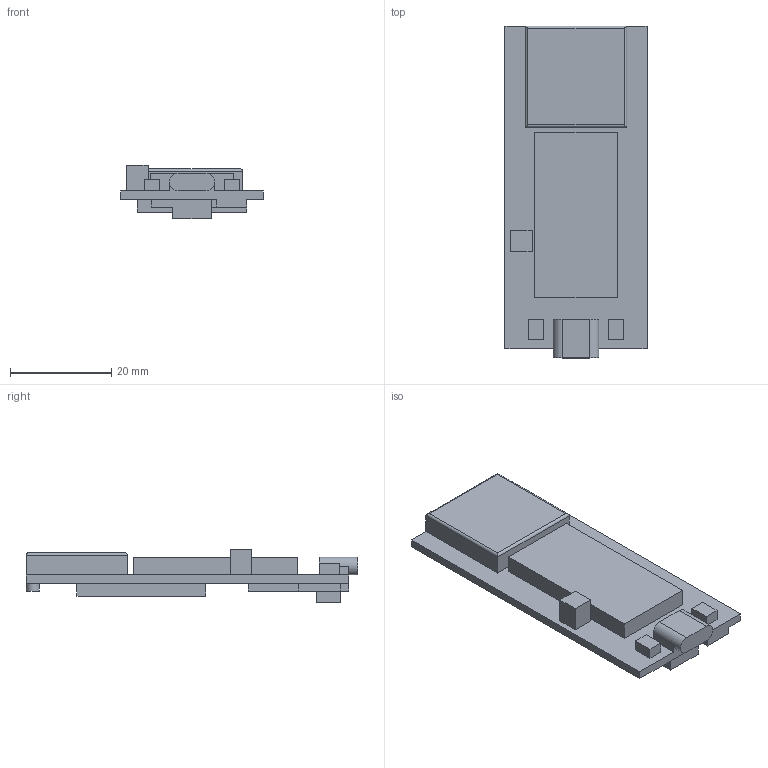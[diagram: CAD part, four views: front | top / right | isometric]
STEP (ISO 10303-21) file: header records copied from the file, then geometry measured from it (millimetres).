
FILE_DESCRIPTION(/* description */ (''),/* implementation_level */ '2;1');
FILE_NAME(/* name */ 'PCB-model-Heltec-WirelessTracker.step',/* time_stamp */ '2023-08-13T02:15:30-04:00',/* author */ (''),/* organization */ (''),/* preprocessor_version */ 'ST-DEVELOPER v19.2',/* originating_system */ 'Autodesk Translation Framework v12.6.0.85',/* authorisation */ '');
FILE_SCHEMA (('AUTOMOTIVE_DESIGN { 1 0 10303 214 3 1 1 }'));
Length unit declared in the file: millimetre
Products named in the file (1): HelTec_Wireless_Tracker_PCB
Bounding box: 28 x 65.44 x 10.6 mm (x, y, z)
Volume: 8693.9 mm3; surface area: 5421.4 mm2
Topology: 1 solids, 1 shells, 71 faces, 179 edges, 117 vertices
Faces by surface type: plane 63, cylinder 8
Full cylindrical faces by diameter (mm): 2.6 x2
Entity records: 2227 total; most frequent: CARTESIAN_POINT 368, ORIENTED_EDGE 358, DIRECTION 339, EDGE_CURVE 179, LINE 163, VECTOR 163, VERTEX_POINT 117, AXIS2_PLACEMENT_3D 88
